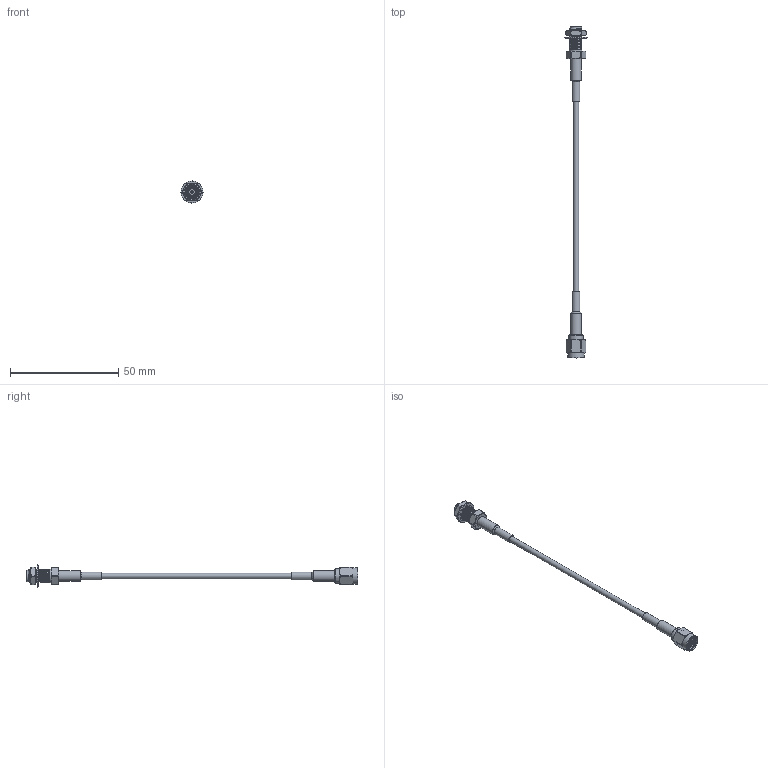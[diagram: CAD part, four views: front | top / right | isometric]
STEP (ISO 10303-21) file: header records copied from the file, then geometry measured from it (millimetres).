
FILE_DESCRIPTION(/* description */ ('Unknown'),/* implementation_level */ '2;1');
FILE_NAME(/* name */ '655040103xxx01',/* time_stamp */ '2021-03-29T11:42:17+02:00',/* author */ ('Unknown'),/* organization */ ('Unknown'),/* preprocessor_version */ 'ST-DEVELOPER v16.7',/* originating_system */ 'DEX',/* authorisation */ $);
FILE_SCHEMA (('AUTOMOTIVE_DESIGN {1 0 10303 214 3 1 1}'));
Products named in the file (20): 655040103xxx01; RG-174_6inch; 63046020110320_All; 60346021210320_ferrule; 60326421110320_CenterPin; 63046020110320; 63046020110320_connector body; 60346021210320_retainer ring; 60346021210320_gasket; 63046020110320_insulator; 60346021210320_shell; 63026420210320; 60326421110320_ConnectorBody; 60326421110320_Insulator; 6032642011xx20_Washer; 60326421110320_Ring; 63026420210320_CenterPin; 60326421110320_Ferrule; 6032642011xx20_Nut; 655040103xxx01_Insulator
Assembly tree (20 placements, depth 4):
  655040103xxx01
    RG-174_6inch
    63046020110320_All
      60346021210320_ferrule
      60326421110320_CenterPin
      63046020110320
        63046020110320_connector body
        60346021210320_retainer ring
        60346021210320_gasket
        63046020110320_insulator
        60346021210320_shell
    63026420210320
      60326421110320_ConnectorBody
      60326421110320_Insulator
      6032642011xx20_Washer
      60326421110320_Ring
      63026420210320_CenterPin
      60326421110320_Ferrule
      6032642011xx20_Nut
    655040103xxx01_Insulator  x2
Bounding box: 10.2 x 153.27 x 10.2 mm (x, y, z)
Volume: 1882.3 mm3; surface area: 7987.3 mm2
Topology: 20 solids, 20 shells, 3276 faces, 6768 edges, 3553 vertices
Faces by surface type: bspline 2326, cylinder 673, plane 193, cone 58, torus 26
Full cylindrical faces by diameter (mm): 0.52 x2, 0.6 x4, 0.92 x1, 1.27 x5, 1.3 x1, 1.43 x1, 1.47 x1, 1.53 x2, 1.7 x2, 1.8 x2, 2.1 x2, 2.5 x1, 2.6 x3, 2.7 x1, 2.9 x1, 3 x2, 3.2 x2, 3.52 x1, 3.6 x2, 3.7 x1, 3.8 x4, 3.9 x1, 4.1 x3, 4.14 x1, 4.5 x3, 4.56 x1, 4.65 x1, 4.75 x1, 4.8 x2, 5.34 x1
Entity records: 141260 total; most frequent: CARTESIAN_POINT 98464, ORIENTED_EDGE 13204, EDGE_CURVE 6602, VERTEX_POINT 3495, EDGE_LOOP 3415, FACE_BOUND 3415, ADVANCED_FACE 3263, DIRECTION 2980
